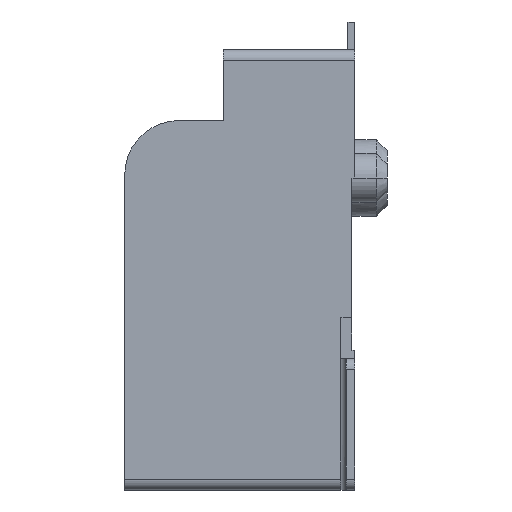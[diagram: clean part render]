
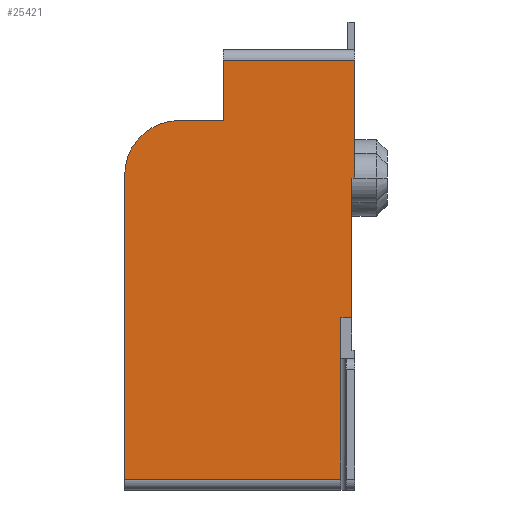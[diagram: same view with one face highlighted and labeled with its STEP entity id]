
A CAD part, left-side view. The second image highlights one B-rep face of the part: STEP entity #25421.
In plain terms, the highlighted planar face has unit normal (-1, 0, 0).
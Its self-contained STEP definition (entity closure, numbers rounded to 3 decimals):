
#1=CARTESIAN_POINT('',(-11.,3.2,1.8));
#2=DIRECTION('',(1.,0.,0.));
#3=DIRECTION('',(0.,1.,0.));
#4=AXIS2_PLACEMENT_3D('',#1,#2,#3);
#563=DIRECTION('',(0.,0.,-1.));
#564=VECTOR('',#563,2.95);
#565=CARTESIAN_POINT('',(-11.,0.25,-0.8));
#566=LINE('',#565,#564);
#4191=DIRECTION('',(0.,0.,1.));
#4192=VECTOR('',#4191,5.55);
#4193=CARTESIAN_POINT('',(-11.,4.2,-3.75));
#4194=LINE('',#4193,#4192);
#4825=DIRECTION('',(0.,0.,-1.));
#4826=VECTOR('',#4825,2.55);
#4827=CARTESIAN_POINT('',(-11.,0.05,1.75));
#4828=LINE('',#4827,#4826);
#5923=DIRECTION('',(0.,0.,1.));
#5924=VECTOR('',#5923,1.1);
#5925=CARTESIAN_POINT('',(-11.,2.4,2.8));
#5926=LINE('',#5925,#5924);
#8219=DIRECTION('',(0.,1.,0.));
#8220=VECTOR('',#8219,2.4);
#8221=CARTESIAN_POINT('',(-11.,0.,3.9));
#8222=LINE('',#8221,#8220);
#8223=DIRECTION('',(0.,0.,-1.));
#8224=VECTOR('',#8223,2.15);
#8225=CARTESIAN_POINT('',(-11.,0.,3.9));
#8226=LINE('',#8225,#8224);
#8245=DIRECTION('',(0.,-1.,0.));
#8246=VECTOR('',#8245,0.05);
#8247=CARTESIAN_POINT('',(-11.,0.05,1.75));
#8248=LINE('',#8247,#8246);
#8310=DIRECTION('',(0.,-1.,0.));
#8311=VECTOR('',#8310,0.8);
#8312=CARTESIAN_POINT('',(-11.,3.2,2.8));
#8313=LINE('',#8312,#8311);
#15819=DIRECTION('',(0.,-1.,0.));
#15820=VECTOR('',#15819,0.2);
#15821=CARTESIAN_POINT('',(-11.,0.25,-0.8));
#15822=LINE('',#15821,#15820);
#15867=DIRECTION('',(0.,-1.,0.));
#15868=VECTOR('',#15867,3.95);
#15869=CARTESIAN_POINT('',(-11.,4.2,-3.75));
#15870=LINE('',#15869,#15868);
#22231=CARTESIAN_POINT('',(-11.,0.25,-0.8));
#22232=CARTESIAN_POINT('',(-11.,0.25,-3.75));
#22233=VERTEX_POINT('',#22231);
#22234=VERTEX_POINT('',#22232);
#22235=CARTESIAN_POINT('',(-11.,0.05,-0.8));
#22236=VERTEX_POINT('',#22235);
#22237=CARTESIAN_POINT('',(-11.,0.05,1.75));
#22238=VERTEX_POINT('',#22237);
#22239=CARTESIAN_POINT('',(-11.,0.,1.75));
#22240=VERTEX_POINT('',#22239);
#22241=CARTESIAN_POINT('',(-11.,0.,3.9));
#22242=VERTEX_POINT('',#22241);
#22243=CARTESIAN_POINT('',(-11.,2.4,3.9));
#22244=VERTEX_POINT('',#22243);
#22245=CARTESIAN_POINT('',(-11.,2.4,2.8));
#22246=VERTEX_POINT('',#22245);
#22247=CARTESIAN_POINT('',(-11.,3.2,2.8));
#22248=VERTEX_POINT('',#22247);
#22249=CARTESIAN_POINT('',(-11.,4.2,1.8));
#22250=VERTEX_POINT('',#22249);
#22251=CARTESIAN_POINT('',(-11.,4.2,-3.75));
#22252=VERTEX_POINT('',#22251);
#25392=CARTESIAN_POINT('',(-11.,2.1,0.075));
#25393=DIRECTION('',(1.,0.,0.));
#25394=DIRECTION('',(0.,0.,-1.));
#25395=AXIS2_PLACEMENT_3D('',#25392,#25393,#25394);
#25396=PLANE('',#25395);
#25398=ORIENTED_EDGE('',*,*,#25397,.T.);
#25400=ORIENTED_EDGE('',*,*,#25399,.F.);
#25402=ORIENTED_EDGE('',*,*,#25401,.T.);
#25404=ORIENTED_EDGE('',*,*,#25403,.T.);
#25406=ORIENTED_EDGE('',*,*,#25405,.T.);
#25408=ORIENTED_EDGE('',*,*,#25407,.T.);
#25410=ORIENTED_EDGE('',*,*,#25409,.F.);
#25412=ORIENTED_EDGE('',*,*,#25411,.T.);
#25414=ORIENTED_EDGE('',*,*,#25413,.F.);
#25416=ORIENTED_EDGE('',*,*,#25415,.T.);
#25418=ORIENTED_EDGE('',*,*,#25417,.F.);
#25419=EDGE_LOOP('',(#25398,#25400,#25402,#25404,#25406,#25408,#25410,#25412,
#25414,#25416,#25418));
#25420=FACE_OUTER_BOUND('',#25419,.F.);
#25421=ADVANCED_FACE('',(#25420),#25396,.F.);
#5=CIRCLE('',#4,1.);
#25397=EDGE_CURVE('',#22233,#22234,#566,.T.);
#25399=EDGE_CURVE('',#22252,#22234,#15870,.T.);
#25401=EDGE_CURVE('',#22252,#22250,#4194,.T.);
#25403=EDGE_CURVE('',#22250,#22248,#5,.T.);
#25405=EDGE_CURVE('',#22248,#22246,#8313,.T.);
#25407=EDGE_CURVE('',#22246,#22244,#5926,.T.);
#25409=EDGE_CURVE('',#22242,#22244,#8222,.T.);
#25411=EDGE_CURVE('',#22242,#22240,#8226,.T.);
#25413=EDGE_CURVE('',#22238,#22240,#8248,.T.);
#25415=EDGE_CURVE('',#22238,#22236,#4828,.T.);
#25417=EDGE_CURVE('',#22233,#22236,#15822,.T.);
